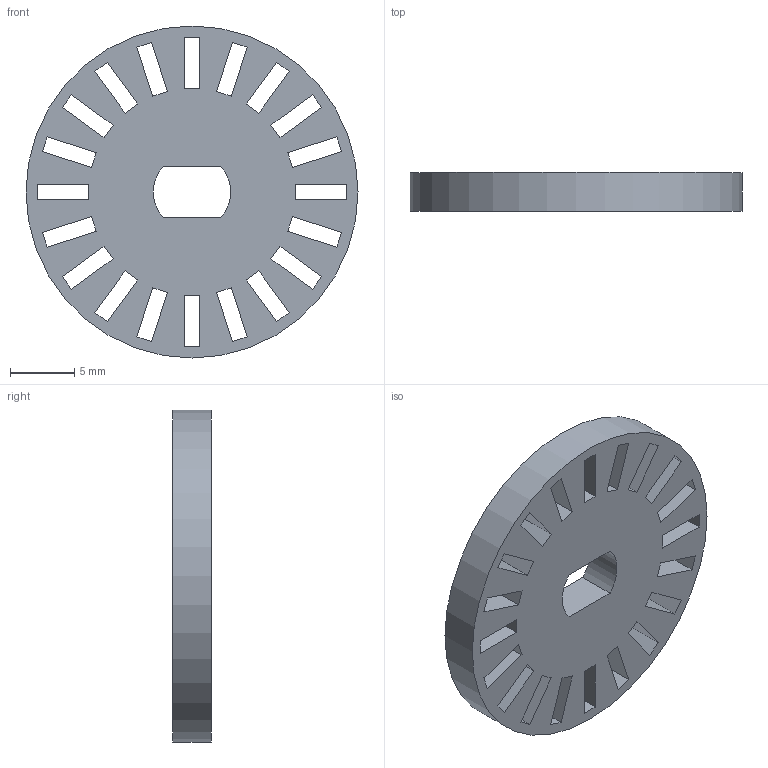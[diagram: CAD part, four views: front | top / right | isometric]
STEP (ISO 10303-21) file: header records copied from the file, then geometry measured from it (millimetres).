
FILE_DESCRIPTION(/* description */ (''),/* implementation_level */ '2;1');
FILE_NAME(/* name */ '83fbfce9-193f-4b98-bfcc-f6a0498b8909.stp',/* time_stamp */ '2025-08-11T20:12:40Z',/* author */ (''),/* organization */ (''),/* preprocessor_version */ 'ST-DEVELOPER v20.1',/* originating_system */ 'Autodesk Translation Framework v14.10.0.0',/* authorisation */ '');
FILE_SCHEMA (('AUTOMOTIVE_DESIGN { 1 0 10303 214 3 1 1 }'));
Length unit declared in the file: millimetre
Products named in the file (1): encoder
Bounding box: 25.75 x 3 x 25.75 mm (x, y, z)
Volume: 1208.1 mm3; surface area: 1725.2 mm2
Topology: 1 solids, 1 shells, 87 faces, 255 edges, 170 vertices
Faces by surface type: plane 84, cylinder 3
Full cylindrical faces by diameter (mm): 25.75 x1
Entity records: 2952 total; most frequent: CARTESIAN_POINT 513, ORIENTED_EDGE 510, DIRECTION 437, EDGE_CURVE 255, LINE 249, VECTOR 249, VERTEX_POINT 170, EDGE_LOOP 129
